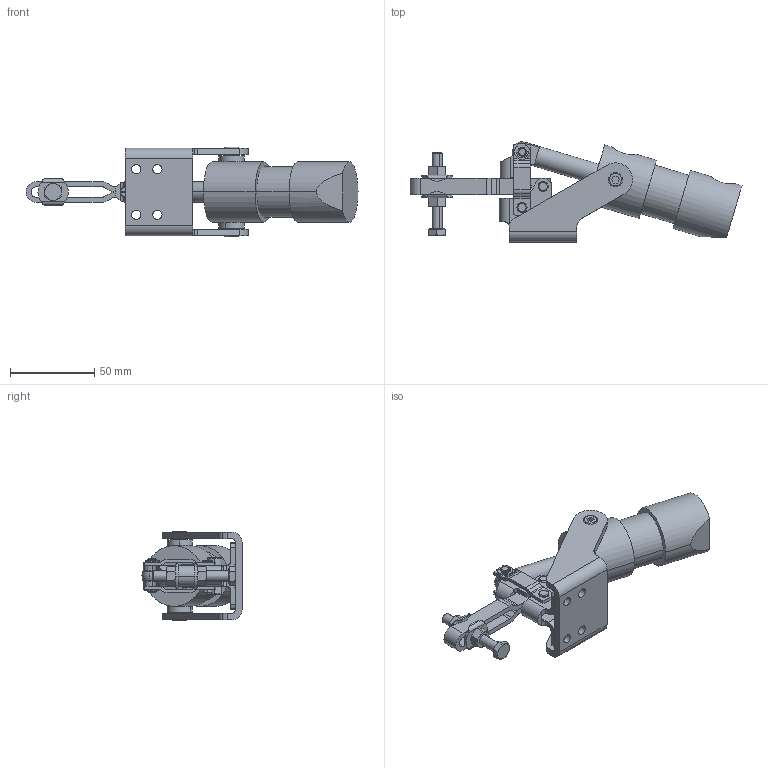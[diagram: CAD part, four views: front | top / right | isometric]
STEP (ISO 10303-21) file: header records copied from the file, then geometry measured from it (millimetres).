
FILE_DESCRIPTION((''),'2;1');
FILE_NAME('702.stp','2005-09-28T10:25:01',('CAD'),(''),'Autodesk Inventor 8','Autodesk Inventor 8','');
FILE_SCHEMA(('AUTOMOTIVE_DESIGN { 1 0 10303 214 1 1 1 1 }'));
Length unit declared in the file: millimetre
Products named in the file (19): R702D1; 202.0-01E1; 202.0-02E1; 702-03E1; 202.0-04E1; 202.0-05E1; 702-06E1; 702-07E1; 702-08D1; 702-23E1; N 5x13 [D=6][d=5][d1=3,5][L=13][k=1][L1=2,5][R1=0,4][R=0,5]; N 5x15 [D=6][d=5][d1=3,5][L=15][k=1][L1=2,5][R1=0,4][R=0,5]; N 5x18 [D=6][d=5][d1=3,5][L=18][k=1][L1=2,5][R1=0,4][R=0,5]; Šroub se šestihrannou hlavou ISO 4017 - M6x45; Matice 萐N EN 24 032 M6; Šroub s vnitøním šestihranem DIN 912 - M5 x 10; Kroužek 4 DIN 6799; Šroub s vnitøním šestihranem DIN 912 - M5 x 16; Matice DIN EN 24 032 M5
Assembly tree (24 placements, depth 2):
  R702D1
    202.0-01E1
    202.0-02E1
    702-03E1  x2
    202.0-04E1
    202.0-05E1  x2
    702-06E1
    702-07E1  x2
    702-08D1
    702-23E1
    N 5x13 [D=6][d=5][d1=3,5][L=13][k=1][L1=2,5][R1=0,4][R=0,5]
    N 5x15 [D=6][d=5][d1=3,5][L=15][k=1][L1=2,5][R1=0,4][R=0,5]
    N 5x18 [D=6][d=5][d1=3,5][L=18][k=1][L1=2,5][R1=0,4][R=0,5]
    Šroub se šestihrannou hlavou ISO 4017 - M6x45
    Matice 萐N EN 24 032 M6  x2
    Šroub s vnitøním šestihranem DIN 912 - M5 x 10  x2
    Kroužek 4 DIN 6799  x2
    Šroub s vnitøním šestihranem DIN 912 - M5 x 16
    Matice DIN EN 24 032 M5
Bounding box: 197.1 x 59.49 x 53 mm (x, y, z)
Volume: 122503.9 mm3; surface area: 47274.7 mm2
Topology: 24 solids, 24 shells, 624 faces, 1543 edges, 978 vertices
Faces by surface type: cylinder 201, plane 193, bspline 136, cone 80, torus 12, sphere 2
Entity records: 18331 total; most frequent: CARTESIAN_POINT 6152, DIRECTION 2522, ORIENTED_EDGE 2436, EDGE_CURVE 1218, AXIS2_PLACEMENT_3D 986, VERTEX_POINT 782, EDGE_LOOP 580, CIRCLE 568
